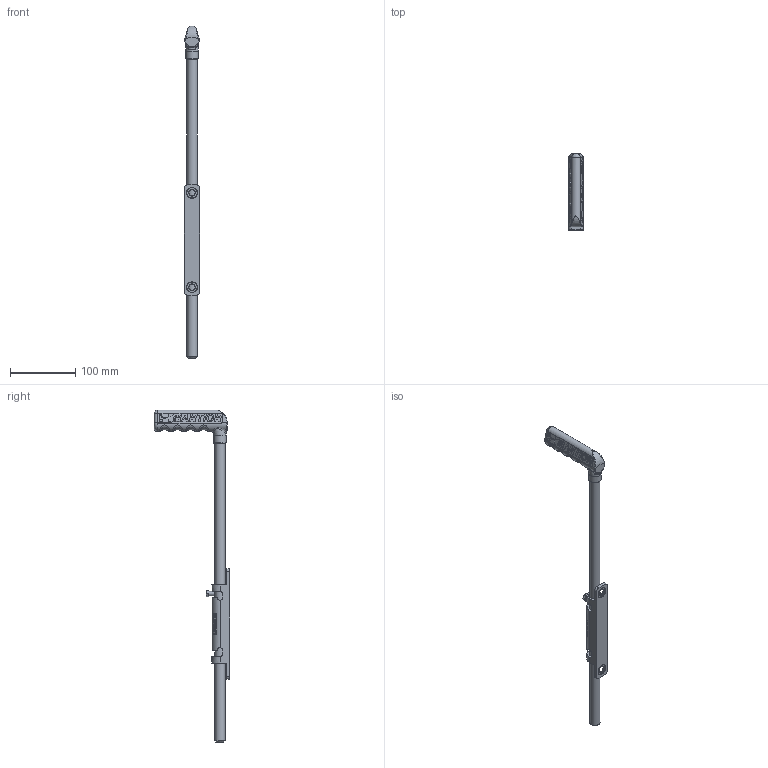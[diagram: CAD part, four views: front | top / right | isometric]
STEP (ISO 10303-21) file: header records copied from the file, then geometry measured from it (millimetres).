
FILE_DESCRIPTION(/* description */ ('CANNE VERROU 1316E ETROIT A VISSER'),/* implementation_level */ '2;1');
FILE_NAME(/* name */ '1316E.stp',/* time_stamp */ '2019-08-05T13:30:59+02:00',/* author */ ('Marc'),/* organization */ (''),/* preprocessor_version */ 'ST-DEVELOPER v17.2',/* originating_system */ 'Autodesk Inventor 2019',/* authorisation */ '');
FILE_SCHEMA (('AUTOMOTIVE_DESIGN { 1 0 10303 214 3 1 1 }'));
Length unit declared in the file: centimetre
Products named in the file (5): 1316E; 21324; 21322; 21378; 23594
Assembly tree (4 placements, depth 2):
  1316E
    21324
    21322
    21378
    23594
Bounding box: 24.57 x 116.28 x 510 mm (x, y, z)
Volume: 194536.3 mm3; surface area: 67602.3 mm2
Topology: 4 solids, 4 shells, 436 faces, 1170 edges, 773 vertices
Faces by surface type: plane 277, cylinder 86, bspline 46, torus 15, cone 12
Full cylindrical faces by diameter (mm): 2 x2, 4.422 x2, 4.917 x2, 6 x7, 6.5 x1, 16 x6, 17 x1, 19 x1
Entity records: 18194 total; most frequent: CARTESIAN_POINT 7237, ORIENTED_EDGE 2340, DIRECTION 2062, EDGE_CURVE 1170, VERTEX_POINT 773, LINE 724, VECTOR 724, AXIS2_PLACEMENT_3D 669
